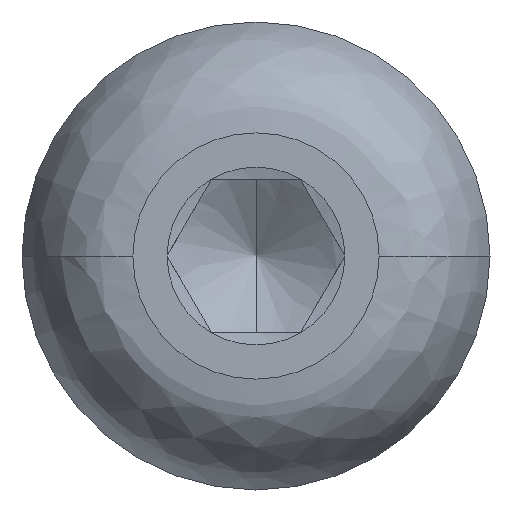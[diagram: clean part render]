
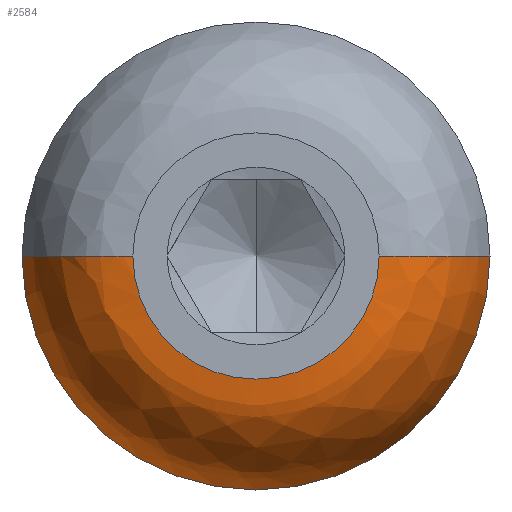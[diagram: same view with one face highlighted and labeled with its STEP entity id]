
A CAD part, left-side view. The second image highlights one B-rep face of the part: STEP entity #2584.
In plain terms, the highlighted free-form (B-spline) face has degree [2, 3] with [3, 4] control points.
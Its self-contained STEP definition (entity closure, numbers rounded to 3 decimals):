
#43 = CARTESIAN_POINT ( 'NONE',  ( -16.2, -2., -4. ) ) ;
#48 = CIRCLE ( 'NONE', #1206, 3.8 ) ;
#84 = EDGE_CURVE ( 'NONE', #1433, #1901, #2582, .T. ) ;
#96 = CARTESIAN_POINT ( 'NONE',  ( -14.2, 0., 0. ) ) ;
#166 = VERTEX_POINT ( 'NONE', #1410 ) ;
#298 = DIRECTION ( 'NONE',  ( 0., 0., 1. ) ) ;
#304 = EDGE_CURVE ( 'NONE', #166, #764, #1625, .T. ) ;
#358 = CARTESIAN_POINT ( 'NONE',  ( -14.2, -3.8, 0. ) ) ;
#383 = CARTESIAN_POINT ( 'NONE',  ( -14.2, 0., 0. ) ) ;
#392 = AXIS2_PLACEMENT_3D ( 'NONE', #2001, #770, #2209 ) ;
#461 = CARTESIAN_POINT ( 'NONE',  ( -14.2, 3.8, 0. ) ) ;
#552 = ORIENTED_EDGE ( 'NONE', *, *, #673, .T. ) ;
#594 = EDGE_CURVE ( 'NONE', #764, #1901, #1388, .T. ) ;
#596 = DIRECTION ( 'NONE',  ( 0., 0., 1. ) ) ;
#647 = VERTEX_POINT ( 'NONE', #2628 ) ;
#663 = CARTESIAN_POINT ( 'NONE',  ( -14.2, -3.8, 0. ) ) ;
#673 = EDGE_CURVE ( 'NONE', #166, #647, #48, .T. ) ;
#764 = VERTEX_POINT ( 'NONE', #1856 ) ;
#770 = DIRECTION ( 'NONE',  ( -1., 0., 0. ) ) ;
#807 = EDGE_LOOP ( 'NONE', ( #1458, #1382, #1996, #2128, #552 ) ) ;
#861 = CARTESIAN_POINT ( 'NONE',  ( -16.163, 3.329, -6.658 ) ) ;
#968 = CARTESIAN_POINT ( 'NONE',  ( -14.2, 3.8, 0. ) ) ;
#993 = CARTESIAN_POINT ( 'NONE',  ( -14.2, -3.8, 0. ) ) ;
#1071 = CARTESIAN_POINT ( 'NONE',  ( -16.163, -3.329, 0. ) ) ;
#1081 = FACE_OUTER_BOUND ( 'NONE', #807, .T. ) ;
#1200 = EDGE_CURVE ( 'NONE', #647, #1433, #2079, .T. ) ;
#1206 = AXIS2_PLACEMENT_3D ( 'NONE', #383, #1818, #596 ) ;
#1268 = CARTESIAN_POINT ( 'NONE',  ( -16.2, 2., -4. ) ) ;
#1373 = CARTESIAN_POINT ( 'NONE',  ( -16.2, 2., 0. ) ) ;
#1382 = ORIENTED_EDGE ( 'NONE', *, *, #84, .T. ) ;
#1388 = CIRCLE ( 'NONE', #392, 2. ) ;
#1410 = CARTESIAN_POINT ( 'NONE',  ( -14.2, 3.8, 0. ) ) ;
#1433 = VERTEX_POINT ( 'NONE', #993 ) ;
#1439 = CARTESIAN_POINT ( 'NONE',  ( -16.2, -2., 0. ) ) ;
#1458 = ORIENTED_EDGE ( 'NONE', *, *, #1200, .T. ) ;
#1481 = CARTESIAN_POINT ( 'NONE',  ( -16.2, -2., 0. ) ) ;
#1528 = DIRECTION ( 'NONE',  ( -1., 0., 0. ) ) ;
#1581 = CARTESIAN_POINT ( 'NONE',  ( -16.163, -3.329, 0. ) ) ;
#1625 = B_SPLINE_CURVE_WITH_KNOTS ( 'NONE', 2,
 ( #968, #2205, #1373 ),
 .UNSPECIFIED., .F., .F.,
 ( 3, 3 ),
 ( 0., 0.963 ),
 .UNSPECIFIED. ) ;
#1654 = AXIS2_PLACEMENT_3D ( 'NONE', #96, #1528, #298 ) ;
#1788 = CARTESIAN_POINT ( 'NONE',  ( -16.2, -2., 0. ) ) ;
#1818 = DIRECTION ( 'NONE',  ( -1., 0., 0. ) ) ;
#1856 = CARTESIAN_POINT ( 'NONE',  ( -16.2, 2., 0. ) ) ;
#1883 = CARTESIAN_POINT ( 'NONE',  ( -14.2, -3.8, -7.6 ) ) ;
#1901 = VERTEX_POINT ( 'NONE', #1439 ) ;
#1996 = ORIENTED_EDGE ( 'NONE', *, *, #594, .F. ) ;
#2001 = CARTESIAN_POINT ( 'NONE',  ( -16.2, 0., 0. ) ) ;
#2079 = CIRCLE ( 'NONE', #1654, 3.8 ) ;
#2103 = CARTESIAN_POINT ( 'NONE',  ( -16.163, 3.329, 0. ) ) ;
#2128 = ORIENTED_EDGE ( 'NONE', *, *, #304, .F. ) ;
#2205 = CARTESIAN_POINT ( 'NONE',  ( -16.163, 3.329, 0. ) ) ;
#2209 = DIRECTION ( 'NONE',  ( 0., 0., 1. ) ) ;
#2304 = CARTESIAN_POINT ( 'NONE',  ( -16.163, -3.329, -6.658 ) ) ;
#2458 =( BOUNDED_SURFACE ( )  B_SPLINE_SURFACE ( 2, 3, ( 
 ( #461, #2496, #1883, #663 ),
 ( #2103, #861, #2304, #1071 ),
 ( #2505, #1268, #43, #1481 ) ),
 .UNSPECIFIED., .F., .F., .F. ) 
 B_SPLINE_SURFACE_WITH_KNOTS ( ( 3, 3 ),
 ( 4, 4 ),
 ( 0., 0.963 ),
 ( 0., 1. ),
 .UNSPECIFIED. ) 
 GEOMETRIC_REPRESENTATION_ITEM ( )  RATIONAL_B_SPLINE_SURFACE ( (
 ( 1., 0.333, 0.333, 1.),
 ( 1., 0.333, 0.333, 1.),
 ( 1., 0.333, 0.333, 1.) ) ) 
 REPRESENTATION_ITEM ( '' )  SURFACE ( )  );
#2496 = CARTESIAN_POINT ( 'NONE',  ( -14.2, 3.8, -7.6 ) ) ;
#2505 = CARTESIAN_POINT ( 'NONE',  ( -16.2, 2., 0. ) ) ;
#2582 = B_SPLINE_CURVE_WITH_KNOTS ( 'NONE', 2,
 ( #358, #1581, #1788 ),
 .UNSPECIFIED., .F., .F.,
 ( 3, 3 ),
 ( 0., 0.963 ),
 .UNSPECIFIED. ) ;
#2584 = ADVANCED_FACE ( 'NONE', ( #1081 ), #2458, .F. ) ;
#2628 = CARTESIAN_POINT ( 'NONE',  ( -14.2, 0., -3.8 ) ) ;
